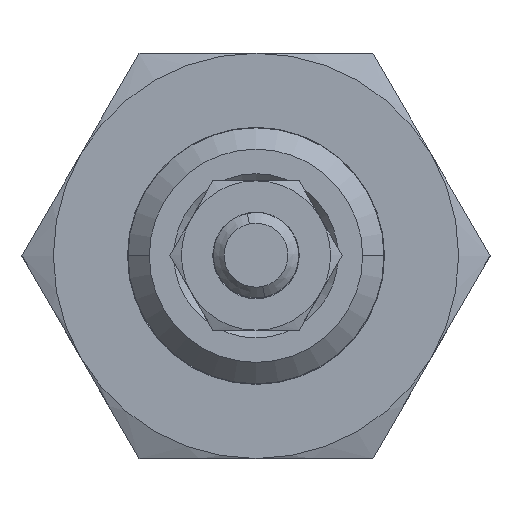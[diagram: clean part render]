
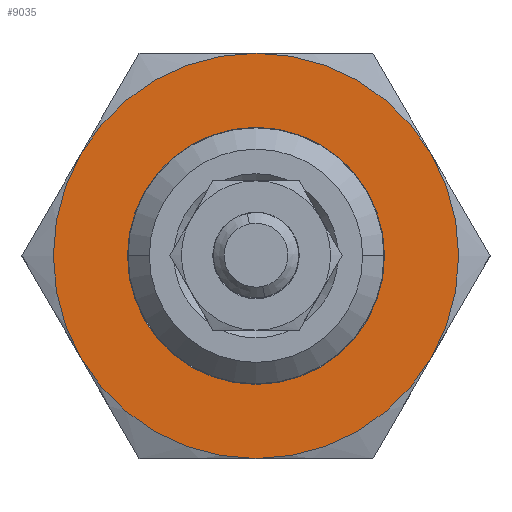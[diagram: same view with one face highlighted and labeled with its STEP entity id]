
A CAD part, top view. The second image highlights one B-rep face of the part: STEP entity #9035.
In plain terms, the highlighted planar face has unit normal (0, 0, 1).
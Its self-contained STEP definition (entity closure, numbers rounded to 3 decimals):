
#231 = ORIENTED_EDGE ( 'NONE', *, *, #11350, .T. ) ;
#480 = DIRECTION ( 'NONE',  ( 0., 0., -1. ) ) ;
#854 = AXIS2_PLACEMENT_3D ( 'NONE', #2874, #10763, #9896 ) ;
#1025 = CIRCLE ( 'NONE', #5055, 9.5 ) ;
#1136 = EDGE_CURVE ( 'NONE', #7343, #9456, #3224, .T. ) ;
#1304 = EDGE_LOOP ( 'NONE', ( #6038, #10223, #9887, #9434, #6365, #1452 ) ) ;
#1310 = DIRECTION ( 'NONE',  ( 0.866, -0.5, 0. ) ) ;
#1354 = CARTESIAN_POINT ( 'NONE',  ( 0., -9.5, 180. ) ) ;
#1452 = ORIENTED_EDGE ( 'NONE', *, *, #2845, .F. ) ;
#1586 = EDGE_CURVE ( 'NONE', #10174, #7098, #1025, .T. ) ;
#1613 = CARTESIAN_POINT ( 'NONE',  ( -5.218, 3.013, 180. ) ) ;
#1735 = VERTEX_POINT ( 'NONE', #5336 ) ;
#1794 = EDGE_CURVE ( 'NONE', #1735, #7968, #7471, .T. ) ;
#1963 = CARTESIAN_POINT ( 'NONE',  ( 0., 0., 180. ) ) ;
#2439 = CIRCLE ( 'NONE', #5183, 6.025 ) ;
#2474 = ORIENTED_EDGE ( 'NONE', *, *, #1794, .T. ) ;
#2539 = VERTEX_POINT ( 'NONE', #4948 ) ;
#2685 = CARTESIAN_POINT ( 'NONE',  ( 8.227, -4.75, 180. ) ) ;
#2845 = EDGE_CURVE ( 'NONE', #7098, #7343, #7690, .T. ) ;
#2874 = CARTESIAN_POINT ( 'NONE',  ( 0., 0., 180. ) ) ;
#3217 = DIRECTION ( 'NONE',  ( 0.866, -0.5, 0. ) ) ;
#3224 = CIRCLE ( 'NONE', #10952, 9.5 ) ;
#3307 = DIRECTION ( 'NONE',  ( 0., 0., -1. ) ) ;
#3408 = CARTESIAN_POINT ( 'NONE',  ( 0., 0., 180. ) ) ;
#3926 = DIRECTION ( 'NONE',  ( 0.866, -0.5, 0. ) ) ;
#4086 = DIRECTION ( 'NONE',  ( 0., 0., -1. ) ) ;
#4431 = CIRCLE ( 'NONE', #9046, 9.5 ) ;
#4456 = FACE_OUTER_BOUND ( 'NONE', #1304, .T. ) ;
#4908 = EDGE_LOOP ( 'NONE', ( #231, #2474 ) ) ;
#4948 = CARTESIAN_POINT ( 'NONE',  ( 8.227, 4.75, 180. ) ) ;
#5055 = AXIS2_PLACEMENT_3D ( 'NONE', #3408, #4086, #5988 ) ;
#5072 = DIRECTION ( 'NONE',  ( 0., 0., -1. ) ) ;
#5183 = AXIS2_PLACEMENT_3D ( 'NONE', #6840, #5916, #3217 ) ;
#5314 = CARTESIAN_POINT ( 'NONE',  ( 0., 0., 180. ) ) ;
#5336 = CARTESIAN_POINT ( 'NONE',  ( 5.218, -3.013, 180. ) ) ;
#5456 = DIRECTION ( 'NONE',  ( 0.866, -0.5, 0. ) ) ;
#5867 = AXIS2_PLACEMENT_3D ( 'NONE', #1963, #9852, #5456 ) ;
#5885 = DIRECTION ( 'NONE',  ( 0.866, -0.5, 0. ) ) ;
#5916 = DIRECTION ( 'NONE',  ( 0., 0., -1. ) ) ;
#5972 = DIRECTION ( 'NONE',  ( 0.866, -0.5, 0. ) ) ;
#5988 = DIRECTION ( 'NONE',  ( 0.866, -0.5, 0. ) ) ;
#6038 = ORIENTED_EDGE ( 'NONE', *, *, #1586, .F. ) ;
#6365 = ORIENTED_EDGE ( 'NONE', *, *, #1136, .F. ) ;
#6809 = CIRCLE ( 'NONE', #9934, 9.5 ) ;
#6840 = CARTESIAN_POINT ( 'NONE',  ( 0., 0., 180. ) ) ;
#6871 = VERTEX_POINT ( 'NONE', #10041 ) ;
#7098 = VERTEX_POINT ( 'NONE', #1354 ) ;
#7230 = FACE_BOUND ( 'NONE', #4908, .T. ) ;
#7237 = DIRECTION ( 'NONE',  ( 0., 0., -1. ) ) ;
#7343 = VERTEX_POINT ( 'NONE', #7441 ) ;
#7441 = CARTESIAN_POINT ( 'NONE',  ( -8.227, -4.75, 180. ) ) ;
#7471 = CIRCLE ( 'NONE', #854, 6.025 ) ;
#7684 = DIRECTION ( 'NONE',  ( 0.866, -0.5, 0. ) ) ;
#7690 = CIRCLE ( 'NONE', #10992, 9.5 ) ;
#7968 = VERTEX_POINT ( 'NONE', #1613 ) ;
#8205 = CARTESIAN_POINT ( 'NONE',  ( 0., 0., 180. ) ) ;
#9035 = ADVANCED_FACE ( 'NONE', ( #7230, #4456 ), #9230, .F. ) ;
#9046 = AXIS2_PLACEMENT_3D ( 'NONE', #10707, #3307, #5885 ) ;
#9155 = CARTESIAN_POINT ( 'NONE',  ( -8.227, 4.75, 180. ) ) ;
#9230 = PLANE ( 'NONE',  #10467 ) ;
#9367 = CIRCLE ( 'NONE', #5867, 9.5 ) ;
#9434 = ORIENTED_EDGE ( 'NONE', *, *, #11008, .F. ) ;
#9456 = VERTEX_POINT ( 'NONE', #9155 ) ;
#9500 = EDGE_CURVE ( 'NONE', #6871, #2539, #9367, .T. ) ;
#9852 = DIRECTION ( 'NONE',  ( 0., 0., -1. ) ) ;
#9887 = ORIENTED_EDGE ( 'NONE', *, *, #9500, .F. ) ;
#9896 = DIRECTION ( 'NONE',  ( 0.866, -0.5, 0. ) ) ;
#9934 = AXIS2_PLACEMENT_3D ( 'NONE', #11290, #10523, #5972 ) ;
#10041 = CARTESIAN_POINT ( 'NONE',  ( 0., 9.5, 180. ) ) ;
#10174 = VERTEX_POINT ( 'NONE', #2685 ) ;
#10195 = EDGE_CURVE ( 'NONE', #2539, #10174, #6809, .T. ) ;
#10223 = ORIENTED_EDGE ( 'NONE', *, *, #10195, .F. ) ;
#10467 = AXIS2_PLACEMENT_3D ( 'NONE', #5314, #480, #3926 ) ;
#10523 = DIRECTION ( 'NONE',  ( 0., 0., -1. ) ) ;
#10707 = CARTESIAN_POINT ( 'NONE',  ( 0., 0., 180. ) ) ;
#10763 = DIRECTION ( 'NONE',  ( 0., 0., -1. ) ) ;
#10952 = AXIS2_PLACEMENT_3D ( 'NONE', #11205, #5072, #7684 ) ;
#10992 = AXIS2_PLACEMENT_3D ( 'NONE', #8205, #7237, #1310 ) ;
#11008 = EDGE_CURVE ( 'NONE', #9456, #6871, #4431, .T. ) ;
#11205 = CARTESIAN_POINT ( 'NONE',  ( 0., 0., 180. ) ) ;
#11290 = CARTESIAN_POINT ( 'NONE',  ( 0., 0., 180. ) ) ;
#11350 = EDGE_CURVE ( 'NONE', #7968, #1735, #2439, .T. ) ;
